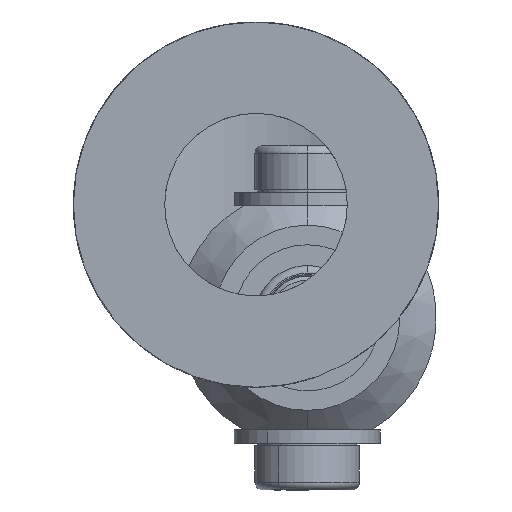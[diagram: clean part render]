
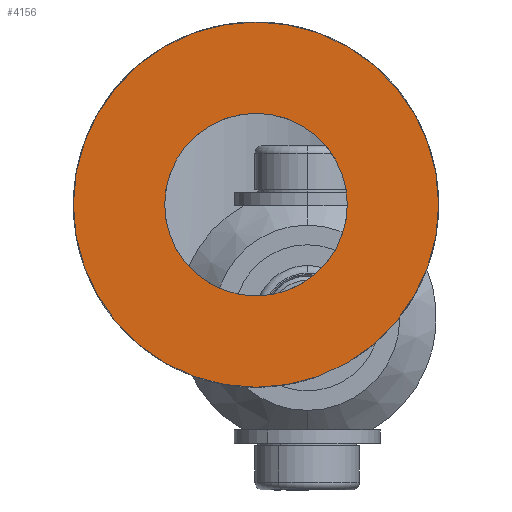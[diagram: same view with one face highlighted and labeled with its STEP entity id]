
A CAD part, left-side view. The second image highlights one B-rep face of the part: STEP entity #4156.
In plain terms, the highlighted face is planar.
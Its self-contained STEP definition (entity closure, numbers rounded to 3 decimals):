
#642=PLANE('',#7905);
#1500=VERTEX_POINT('',#6776);
#1536=VERTEX_POINT('',#7129);
#1778=CIRCLE('',#7885,1.75);
#1784=CIRCLE('',#7904,3.5);
#2225=EDGE_CURVE('',#1500,#1500,#1778,.T.);
#2276=EDGE_CURVE('',#1536,#1536,#1784,.T.);
#3301=ORIENTED_EDGE('',*,*,#2225,.T.);
#3302=ORIENTED_EDGE('',*,*,#2276,.F.);
#3651=EDGE_LOOP('',(#3301));
#3652=EDGE_LOOP('',(#3302));
#3923=FACE_BOUND('',#3651,.T.);
#3924=FACE_BOUND('',#3652,.T.);
#4156=ADVANCED_FACE('',(#3923,#3924),#642,.T.);
#5143=DIRECTION('',(0.,0.,-1.));
#5144=DIRECTION('',(1.75,0.,0.));
#5197=DIRECTION('',(0.,0.,-1.));
#5198=DIRECTION('',(3.5,0.,0.));
#5199=DIRECTION('',(0.,0.,1.));
#6775=CARTESIAN_POINT('',(0.,0.,6.7));
#6776=CARTESIAN_POINT('',(-1.75,0.,6.7));
#7128=CARTESIAN_POINT('',(0.,0.,6.7));
#7129=CARTESIAN_POINT('',(3.5,0.,6.7));
#7130=CARTESIAN_POINT('',(0.,0.,6.7));
#7885=AXIS2_PLACEMENT_3D('',#6775,#5143,#5144);
#7904=AXIS2_PLACEMENT_3D('',#7128,#5197,#5198);
#7905=AXIS2_PLACEMENT_3D('',#7130,#5199,$);
